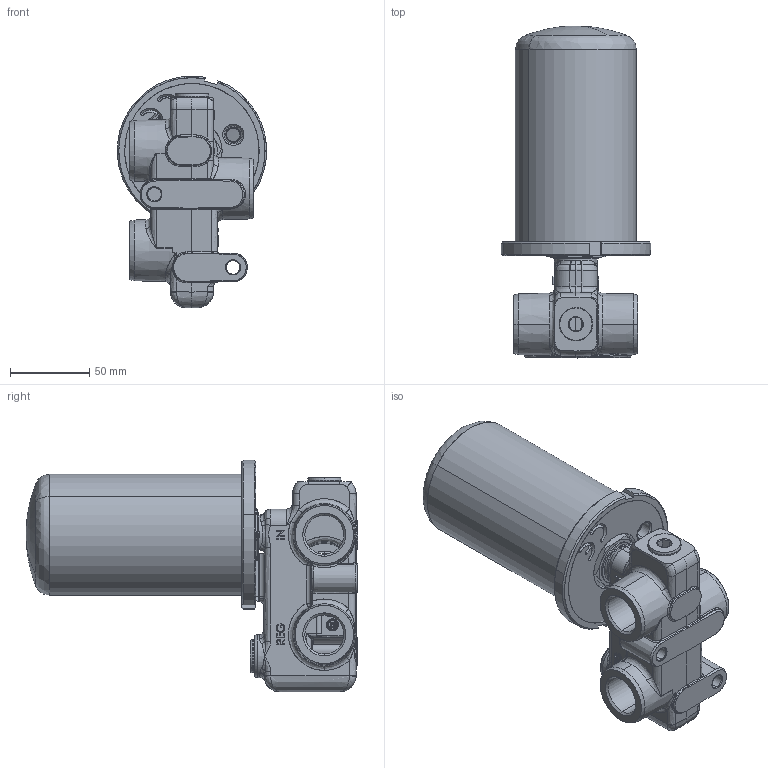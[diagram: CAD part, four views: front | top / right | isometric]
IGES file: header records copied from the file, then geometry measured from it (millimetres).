
Start section: SolidWorks IGES file using analytic representation for surfaces
Global section: file name: ECA'VFD120-XXX-J-E-XX.IGS; native system: SolidWorks 2019; preprocessor: SolidWorks 2019; author: afp; date: 221208.142952; units: millimetre
Bounding box: 93.91 x 208.7 x 145.89 mm (x, y, z)
Surface area: 91061.3 mm2 (no closed solid volume)
Topology: 0 solids, 0 shells, 666 faces, 8378 edges, 8356 vertices
Faces by surface type: bspline 461, revolution 205
